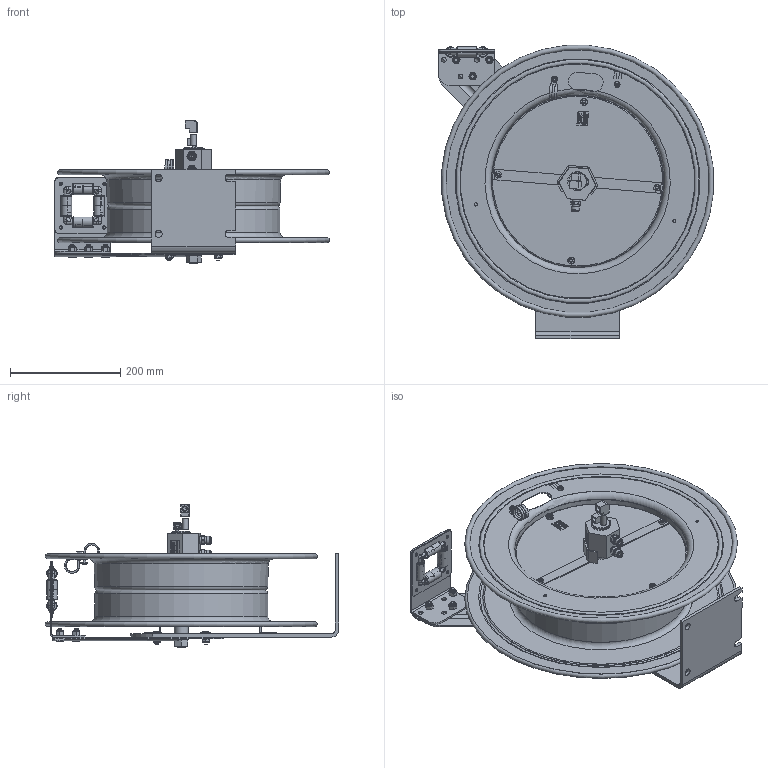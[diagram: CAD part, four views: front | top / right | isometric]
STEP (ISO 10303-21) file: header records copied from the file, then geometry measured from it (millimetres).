
FILE_DESCRIPTION(/* description */ (''),/* implementation_level */ '2;1');
FILE_NAME(/* name */ 'SHWT-N-150_SHARED.stp',/* time_stamp */ '2020-02-28T08:22:02-07:00',/* author */ ('NMelton'),/* organization */ (''),/* preprocessor_version */ 'ST-DEVELOPER v17',/* originating_system */ 'Autodesk Inventor 2019',/* authorisation */ '');
FILE_SCHEMA (('AUTOMOTIVE_DESIGN { 1 0 10303 214 3 1 1 }'));
Products named in the file (1): SHWT-N-150_SHARED
Bounding box: 499.39 x 532.58 x 258.47 mm (x, y, z)
Surface area: 1352224.6 mm2 (no closed solid volume)
Topology: 0 solids, 185 shells, 3101 faces, 15192 edges, 11812 vertices
Faces by surface type: plane 1747, cylinder 557, bspline 494, cone 191, torus 77, sphere 35
Full cylindrical faces by diameter (mm): 1.93 x2, 2.54 x1, 3.048 x1, 3.962 x2, 4.699 x4, 4.75 x3, 4.826 x2, 5.08 x2, 5.182 x2, 5.556 x5, 5.575 x1, 5.588 x5, 6.35 x8, 7.112 x2, 7.938 x3, 8.731 x7, 8.89 x3, 10.312 x1, 10.414 x1, 11.43 x3, 11.557 x4, 12.192 x8, 12.7 x2, 13.208 x1, 14.287 x2, 15.875 x1, 19.05 x5, 25.362 x1, 25.578 x1, 28.575 x1
Entity records: 159685 total; most frequent: CARTESIAN_POINT 44357, ORIENTED_EDGE 21254, DIRECTION 20009, EDGE_CURVE 15148, VERTEX_POINT 11812, LINE 10171, VECTOR 10171, AXIS2_PLACEMENT_3D 4919
